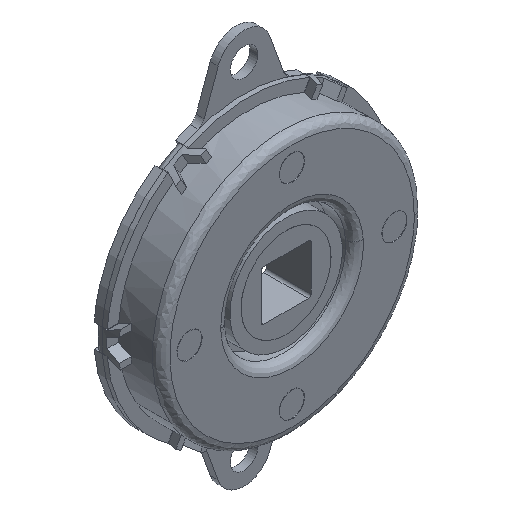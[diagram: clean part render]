
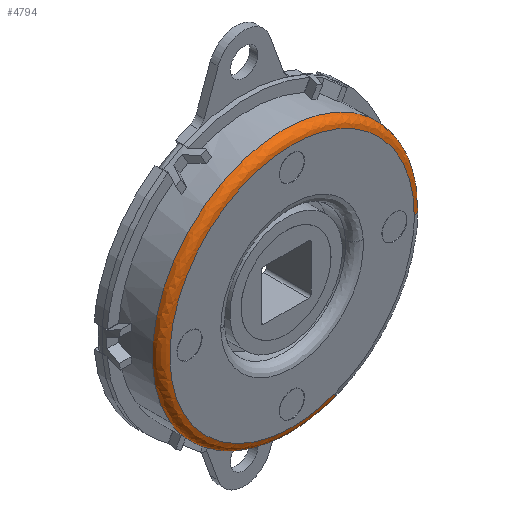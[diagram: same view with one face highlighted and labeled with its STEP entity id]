
A CAD part, isometric view. The second image highlights one B-rep face of the part: STEP entity #4794.
In plain terms, the highlighted free-form (B-spline) face has degree [2, 2] with [9, 3] control points.
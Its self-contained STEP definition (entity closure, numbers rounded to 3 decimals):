
#2739=CARTESIAN_POINT('',(0.0,-9.44,-26.2));
#2740=VERTEX_POINT('',#2739);
#2741=CARTESIAN_POINT('',(-22.609,-9.44,-13.24));
#2742=VERTEX_POINT('',#2741);
#2743=CARTESIAN_POINT('',(0.0,-9.44,-26.2));
#2744=CARTESIAN_POINT('',(-15.019,-9.44,-26.2));
#2745=CARTESIAN_POINT('',(-22.609,-9.44,-13.24));
#2753=(BOUNDED_CURVE()B_SPLINE_CURVE(2,(#2743,#2744,#2745),.UNSPECIFIED.,.F.,.U.)B_SPLINE_CURVE_WITH_KNOTS((3,3),(0.5,0.664),.UNSPECIFIED.)CURVE()GEOMETRIC_REPRESENTATION_ITEM()RATIONAL_B_SPLINE_CURVE((1.0,0.808,0.868))REPRESENTATION_ITEM(''));
#2754=EDGE_CURVE('',#2740,#2742,#2753,.T.);
#3400=CARTESIAN_POINT('',(22.609,-9.44,13.24));
#3401=VERTEX_POINT('',#3400);
#3407=CARTESIAN_POINT('',(26.2,-9.44,0.0));
#3408=VERTEX_POINT('',#3407);
#3409=CARTESIAN_POINT('',(22.609,-9.44,13.24));
#3410=CARTESIAN_POINT('',(26.2,-9.44,7.107));
#3411=CARTESIAN_POINT('',(26.2,-9.44,0.0));
#3419=(BOUNDED_CURVE()B_SPLINE_CURVE(2,(#3409,#3410,#3411),.UNSPECIFIED.,.F.,.U.)B_SPLINE_CURVE_WITH_KNOTS((3,3),(0.164,0.25),.UNSPECIFIED.)CURVE()GEOMETRIC_REPRESENTATION_ITEM()RATIONAL_B_SPLINE_CURVE((0.868,0.899,1.0))REPRESENTATION_ITEM(''));
#3420=EDGE_CURVE('',#3401,#3408,#3419,.T.);
#3422=CARTESIAN_POINT('',(9.257,-9.44,-24.51));
#3423=VERTEX_POINT('',#3422);
#3437=CARTESIAN_POINT('',(9.257,-9.44,-24.51));
#3438=CARTESIAN_POINT('',(4.782,-9.44,-26.2));
#3439=CARTESIAN_POINT('',(0.0,-9.44,-26.2));
#3447=(BOUNDED_CURVE()B_SPLINE_CURVE(2,(#3437,#3438,#3439),.UNSPECIFIED.,.F.,.U.)B_SPLINE_CURVE_WITH_KNOTS((3,3),(0.44,0.5),.UNSPECIFIED.)CURVE()GEOMETRIC_REPRESENTATION_ITEM()RATIONAL_B_SPLINE_CURVE((0.893,0.93,1.0))REPRESENTATION_ITEM(''));
#3448=EDGE_CURVE('',#3423,#2740,#3447,.T.);
#3563=CARTESIAN_POINT('',(0.0,-9.44,26.2));
#3564=VERTEX_POINT('',#3563);
#3565=CARTESIAN_POINT('',(-22.609,-9.44,-13.24));
#3566=CARTESIAN_POINT('',(-26.2,-9.44,-7.107));
#3567=CARTESIAN_POINT('',(-26.2,-9.44,0.));
#3568=CARTESIAN_POINT('',(-26.2,-9.44,26.2));
#3569=CARTESIAN_POINT('',(0.0,-9.44,26.2));
#3577=(BOUNDED_CURVE()B_SPLINE_CURVE(2,(#3565,#3566,#3567,#3568,#3569),.UNSPECIFIED.,.F.,.U.)B_SPLINE_CURVE_WITH_KNOTS((3,2,3),(0.664,0.75,1.0),.UNSPECIFIED.)CURVE()GEOMETRIC_REPRESENTATION_ITEM()RATIONAL_B_SPLINE_CURVE((0.868,0.899,1.0,0.707,1.0))REPRESENTATION_ITEM(''));
#3578=EDGE_CURVE('',#2742,#3564,#3577,.T.);
#3580=CARTESIAN_POINT('',(0.0,-9.44,26.2));
#3581=CARTESIAN_POINT('',(15.019,-9.44,26.2));
#3582=CARTESIAN_POINT('',(22.609,-9.44,13.24));
#3590=(BOUNDED_CURVE()B_SPLINE_CURVE(2,(#3580,#3581,#3582),.UNSPECIFIED.,.F.,.U.)B_SPLINE_CURVE_WITH_KNOTS((3,3),(0.0,0.164),.UNSPECIFIED.)CURVE()GEOMETRIC_REPRESENTATION_ITEM()RATIONAL_B_SPLINE_CURVE((1.0,0.808,0.868))REPRESENTATION_ITEM(''));
#3591=EDGE_CURVE('',#3564,#3401,#3590,.T.);
#4677=CARTESIAN_POINT('',(8.592,-11.196,-22.75));
#4678=CARTESIAN_POINT('',(4.439,-11.196,-24.318));
#4679=CARTESIAN_POINT('',(0.,-11.196,-24.318));
#4680=CARTESIAN_POINT('',(-24.318,-11.196,-24.318));
#4681=CARTESIAN_POINT('',(-24.318,-11.196,0.));
#4682=CARTESIAN_POINT('',(-24.318,-11.196,24.318));
#4683=CARTESIAN_POINT('',(0.,-11.196,24.318));
#4684=CARTESIAN_POINT('',(24.318,-11.196,24.318));
#4685=CARTESIAN_POINT('',(24.318,-11.196,0.));
#4686=CARTESIAN_POINT('',(9.305,-11.336,-24.638));
#4687=CARTESIAN_POINT('',(4.807,-11.336,-26.337));
#4688=CARTESIAN_POINT('',(0.,-11.336,-26.337));
#4689=CARTESIAN_POINT('',(-26.337,-11.336,-26.337));
#4690=CARTESIAN_POINT('',(-26.337,-11.336,0.));
#4691=CARTESIAN_POINT('',(-26.337,-11.336,26.337));
#4692=CARTESIAN_POINT('',(0.,-11.336,26.337));
#4693=CARTESIAN_POINT('',(26.337,-11.336,26.337));
#4694=CARTESIAN_POINT('',(26.337,-11.336,0.));
#4695=CARTESIAN_POINT('',(9.255,-9.317,-24.506));
#4696=CARTESIAN_POINT('',(4.782,-9.317,-26.196));
#4697=CARTESIAN_POINT('',(0.,-9.317,-26.196));
#4698=CARTESIAN_POINT('',(-26.196,-9.317,-26.196));
#4699=CARTESIAN_POINT('',(-26.196,-9.317,0.));
#4700=CARTESIAN_POINT('',(-26.196,-9.317,26.196));
#4701=CARTESIAN_POINT('',(0.,-9.317,26.196));
#4702=CARTESIAN_POINT('',(26.196,-9.317,26.196));
#4703=CARTESIAN_POINT('',(26.196,-9.317,0.));
#4711=(BOUNDED_SURFACE()B_SPLINE_SURFACE(2,2,((#4677,#4686,#4695),(#4678,#4687,#4696),(#4679,#4688,#4697),(#4680,#4689,#4698),(#4681,#4690,#4699),(#4682,#4691,#4700),(#4683,#4692,#4701),(#4684,#4693,#4702),(#4685,#4694,#4703)),.UNSPECIFIED.,.F.,.F.,.U.)B_SPLINE_SURFACE_WITH_KNOTS((3,2,2,2,3),(3,3),(0.0,10.417,53.819,97.222,140.624),(0.0,3.207),.UNSPECIFIED.)GEOMETRIC_REPRESENTATION_ITEM()RATIONAL_B_SPLINE_SURFACE(((0.818,0.535,0.814),(0.852,0.557,0.847),(0.916,0.599,0.911),(0.648,0.424,0.644),(0.916,0.599,0.911),(0.648,0.424,0.644),(0.916,0.599,0.911),(0.648,0.424,0.644),(0.916,0.599,0.911)))REPRESENTATION_ITEM('')SURFACE());
#4712=CARTESIAN_POINT('',(0.0,-11.2,-24.44));
#4713=VERTEX_POINT('',#4712);
#4714=CARTESIAN_POINT('',(8.635,-11.2,-22.864));
#4715=VERTEX_POINT('',#4714);
#4716=CARTESIAN_POINT('',(0.0,-11.2,-24.44));
#4717=CARTESIAN_POINT('',(4.461,-11.2,-24.44));
#4718=CARTESIAN_POINT('',(8.635,-11.2,-22.864));
#4726=(BOUNDED_CURVE()B_SPLINE_CURVE(2,(#4716,#4717,#4718),.UNSPECIFIED.,.F.,.U.)B_SPLINE_CURVE_WITH_KNOTS((3,3),(0.5,0.56),.UNSPECIFIED.)CURVE()GEOMETRIC_REPRESENTATION_ITEM()RATIONAL_B_SPLINE_CURVE((1.0,0.93,0.893))REPRESENTATION_ITEM(''));
#4727=EDGE_CURVE('',#4713,#4715,#4726,.T.);
#4728=ORIENTED_EDGE('',*,*,#4727,.F.);
#4729=CARTESIAN_POINT('',(0.0,-11.2,24.44));
#4730=VERTEX_POINT('',#4729);
#4731=CARTESIAN_POINT('',(0.0,-11.2,24.44));
#4732=CARTESIAN_POINT('',(-24.44,-11.2,24.44));
#4733=CARTESIAN_POINT('',(-24.44,-11.2,0.));
#4734=CARTESIAN_POINT('',(-24.44,-11.2,-24.44));
#4735=CARTESIAN_POINT('',(0.0,-11.2,-24.44));
#4743=(BOUNDED_CURVE()B_SPLINE_CURVE(2,(#4731,#4732,#4733,#4734,#4735),.UNSPECIFIED.,.F.,.U.)B_SPLINE_CURVE_WITH_KNOTS((3,2,3),(0.0,0.25,0.5),.UNSPECIFIED.)CURVE()GEOMETRIC_REPRESENTATION_ITEM()RATIONAL_B_SPLINE_CURVE((1.0,0.707,1.0,0.707,1.0))REPRESENTATION_ITEM(''));
#4744=EDGE_CURVE('',#4730,#4713,#4743,.T.);
#4745=ORIENTED_EDGE('',*,*,#4744,.F.);
#4746=CARTESIAN_POINT('',(24.44,-11.2,0.0));
#4747=VERTEX_POINT('',#4746);
#4748=CARTESIAN_POINT('',(24.44,-11.2,0.0));
#4749=CARTESIAN_POINT('',(24.44,-11.2,24.44));
#4750=CARTESIAN_POINT('',(0.0,-11.2,24.44));
#4758=(BOUNDED_CURVE()B_SPLINE_CURVE(2,(#4748,#4749,#4750),.UNSPECIFIED.,.F.,.U.)B_SPLINE_CURVE_WITH_KNOTS((3,3),(0.75,1.0),.UNSPECIFIED.)CURVE()GEOMETRIC_REPRESENTATION_ITEM()RATIONAL_B_SPLINE_CURVE((1.,0.707,1.0))REPRESENTATION_ITEM(''));
#4759=EDGE_CURVE('',#4747,#4730,#4758,.T.);
#4760=ORIENTED_EDGE('',*,*,#4759,.F.);
#4761=CARTESIAN_POINT('',(24.44,-11.2,0.0));
#4762=CARTESIAN_POINT('',(26.2,-11.2,0.0));
#4763=CARTESIAN_POINT('',(26.2,-9.44,0.0));
#4771=(BOUNDED_CURVE()B_SPLINE_CURVE(2,(#4761,#4762,#4763),.UNSPECIFIED.,.F.,.U.)B_SPLINE_CURVE_WITH_KNOTS((3,3),(-1.736,-0.277),.UNSPECIFIED.)CURVE()GEOMETRIC_REPRESENTATION_ITEM()RATIONAL_B_SPLINE_CURVE((0.889,0.627,0.884))REPRESENTATION_ITEM(''));
#4772=EDGE_CURVE('',#4747,#3408,#4771,.T.);
#4773=ORIENTED_EDGE('',*,*,#4772,.T.);
#4774=ORIENTED_EDGE('',*,*,#3420,.F.);
#4775=ORIENTED_EDGE('',*,*,#3591,.F.);
#4776=ORIENTED_EDGE('',*,*,#3578,.F.);
#4777=ORIENTED_EDGE('',*,*,#2754,.F.);
#4778=ORIENTED_EDGE('',*,*,#3448,.F.);
#4779=CARTESIAN_POINT('',(8.635,-11.2,-22.864));
#4780=CARTESIAN_POINT('',(9.257,-11.2,-24.51));
#4781=CARTESIAN_POINT('',(9.257,-9.44,-24.51));
#4789=(BOUNDED_CURVE()B_SPLINE_CURVE(2,(#4779,#4780,#4781),.UNSPECIFIED.,.F.,.U.)B_SPLINE_CURVE_WITH_KNOTS((3,3),(-1.736,-0.277),.UNSPECIFIED.)CURVE()GEOMETRIC_REPRESENTATION_ITEM()RATIONAL_B_SPLINE_CURVE((0.794,0.56,0.789))REPRESENTATION_ITEM(''));
#4790=EDGE_CURVE('',#4715,#3423,#4789,.T.);
#4791=ORIENTED_EDGE('',*,*,#4790,.F.);
#4792=EDGE_LOOP('',(#4728,#4745,#4760,#4773,#4774,#4775,#4776,#4777,#4778,#4791));
#4793=FACE_OUTER_BOUND('',#4792,.T.);
#4794=ADVANCED_FACE('',(#4793),#4711,.T.);
